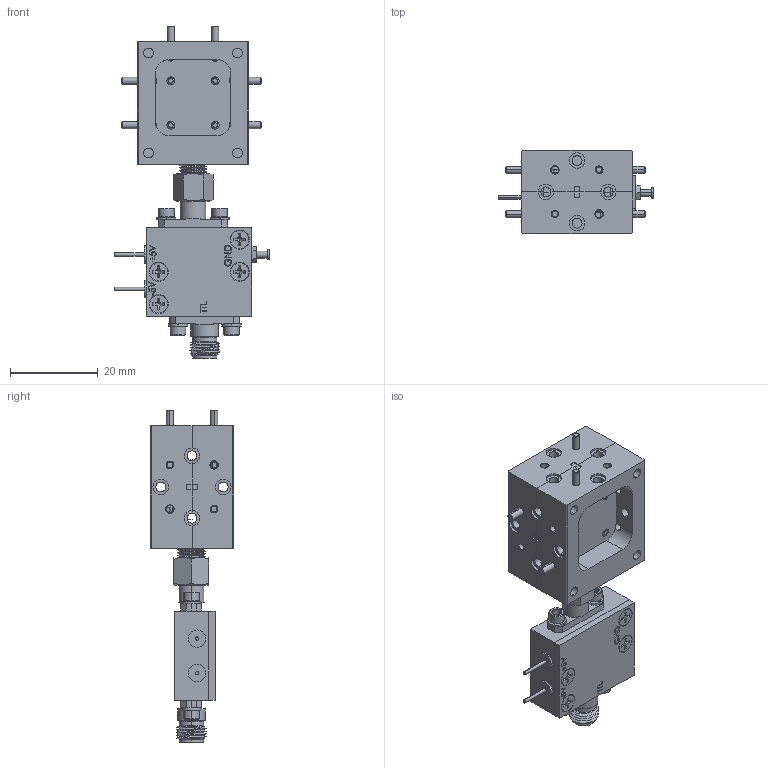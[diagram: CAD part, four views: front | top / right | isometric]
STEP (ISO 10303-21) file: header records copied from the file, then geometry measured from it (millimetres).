
FILE_DESCRIPTION (( 'STEP AP203' ), '1' );
FILE_NAME ('SKD-7531144020-1010-R1.STEP', '2018-08-14T22:12:10', ( '' ), ( '' ), 'SwSTEP 2.0', 'SolidWorks 2016', '' );
FILE_SCHEMA (( 'CONFIG_CONTROL_DESIGN' ));
Length unit declared in the file: inch
Products named in the file (1): SKD-7531144020-1010-R1
Bounding box: 35.33 x 19.05 x 75.86 mm (x, y, z)
Surface area: 9067.1 mm2 (no closed solid volume)
Topology: 0 solids, 47 shells, 704 faces, 2138 edges, 1465 vertices
Faces by surface type: plane 303, cylinder 233, cone 160, bspline 6, torus 2
Entity records: 28450 total; most frequent: CARTESIAN_POINT 9851, DIRECTION 3815, ORIENTED_EDGE 3563, EDGE_CURVE 2130, VERTEX_POINT 1465, AXIS2_PLACEMENT_3D 1351, VECTOR 1113, LINE 1113
